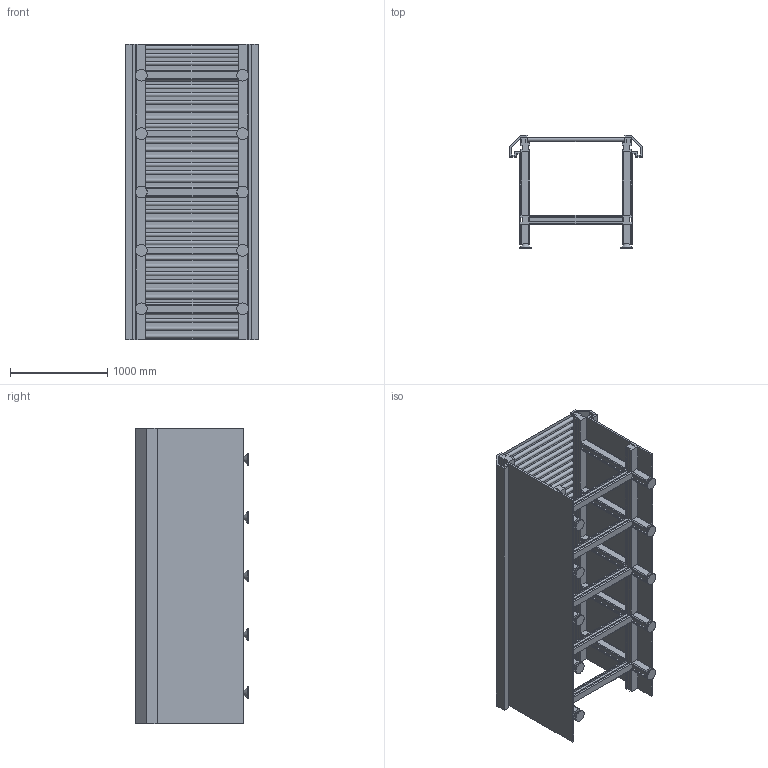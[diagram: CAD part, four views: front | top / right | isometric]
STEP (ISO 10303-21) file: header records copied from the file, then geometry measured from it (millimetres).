
FILE_DESCRIPTION(/* description */ (''),/* implementation_level */ '2;1');
FILE_NAME(/* name */ 'CONVEYOR.stp',/* time_stamp */ '2024-05-06T15:34:09-05:00',/* author */ ('zulet'),/* organization */ (''),/* preprocessor_version */ 'ST-DEVELOPER v20',/* originating_system */ 'Autodesk Inventor 2025',/* authorisation */ '');
FILE_SCHEMA (('AUTOMOTIVE_DESIGN { 1 0 10303 214 3 1 1 }'));
Length unit declared in the file: millimetre
Products named in the file (3): CONVEYOR; CONVEYOR STRUCTURE-01; CR-1000
Assembly tree (39 placements, depth 2):
  CONVEYOR
    CONVEYOR STRUCTURE-01
    CR-1000  x38
Bounding box: 1360 x 1165 x 3040 mm (x, y, z)
Volume: 402945904 mm3; surface area: 35841645.7 mm2
Topology: 39 solids, 40 shells, 1095 faces, 2392 edges, 1522 vertices
Faces by surface type: plane 709, cylinder 300, torus 76, cone 10
Full cylindrical faces by diameter (mm): 15 x152, 40 x38, 120 x10
Entity records: 23105 total; most frequent: DIRECTION 3841, CARTESIAN_POINT 3794, ORIENTED_EDGE 3670, EDGE_CURVE 1837, LINE 1443, VECTOR 1443, AXIS2_PLACEMENT_3D 1199, VERTEX_POINT 1152
